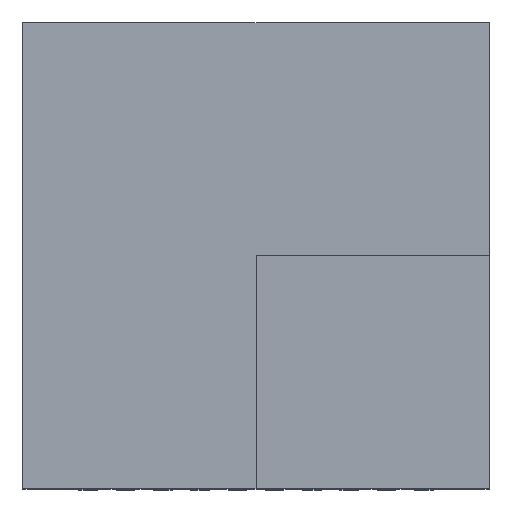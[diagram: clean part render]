
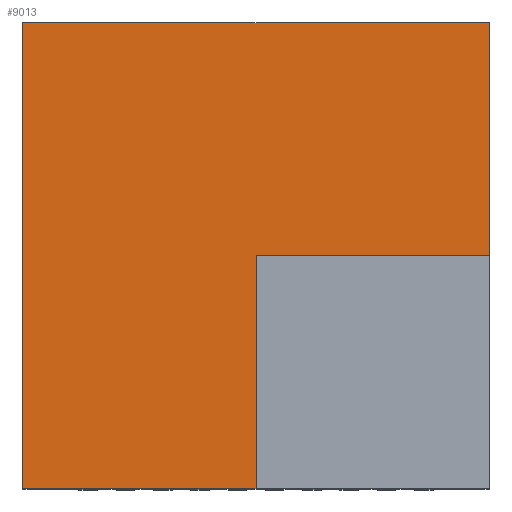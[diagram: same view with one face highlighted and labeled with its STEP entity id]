
A CAD part, top view. The second image highlights one B-rep face of the part: STEP entity #9013.
In plain terms, the highlighted planar face has unit normal (0, 0, 1).
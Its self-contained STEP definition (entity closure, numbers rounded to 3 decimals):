
#3590=DIRECTION('',(0.,1.,0.));
#3591=VECTOR('',#3590,2.5);
#3592=CARTESIAN_POINT('',(0.,-2.5,0.75));
#3593=LINE('',#3592,#3591);
#3597=DIRECTION('',(1.,0.,0.));
#3598=VECTOR('',#3597,2.5);
#3599=CARTESIAN_POINT('',(-2.5,-2.5,0.75));
#3600=LINE('',#3599,#3598);
#3604=DIRECTION('',(0.,-1.,0.));
#3605=VECTOR('',#3604,5.);
#3606=CARTESIAN_POINT('',(-2.5,2.5,0.75));
#3607=LINE('',#3606,#3605);
#3611=DIRECTION('',(-1.,0.,0.));
#3612=VECTOR('',#3611,5.);
#3613=CARTESIAN_POINT('',(2.5,2.5,0.75));
#3614=LINE('',#3613,#3612);
#3618=DIRECTION('',(0.,1.,0.));
#3619=VECTOR('',#3618,2.5);
#3620=CARTESIAN_POINT('',(2.5,0.,0.75));
#3621=LINE('',#3620,#3619);
#3625=DIRECTION('',(-1.,0.,0.));
#3626=VECTOR('',#3625,2.5);
#3627=CARTESIAN_POINT('',(2.5,0.,0.75));
#3628=LINE('',#3627,#3626);
#5395=CARTESIAN_POINT('',(2.5,2.5,0.75));
#5396=CARTESIAN_POINT('',(-2.5,2.5,0.75));
#5397=VERTEX_POINT('',#5395);
#5398=VERTEX_POINT('',#5396);
#5399=CARTESIAN_POINT('',(-2.5,-2.5,0.75));
#5400=VERTEX_POINT('',#5399);
#6385=CARTESIAN_POINT('',(0.,-2.5,0.75));
#6386=CARTESIAN_POINT('',(0.,0.,0.75));
#6387=VERTEX_POINT('',#6385);
#6388=VERTEX_POINT('',#6386);
#6389=CARTESIAN_POINT('',(2.5,0.,0.75));
#6390=VERTEX_POINT('',#6389);
#8997=CARTESIAN_POINT('',(0.,0.,0.75));
#8998=DIRECTION('',(0.,0.,1.));
#8999=DIRECTION('',(0.,1.,0.));
#9000=AXIS2_PLACEMENT_3D('',#8997,#8998,#8999);
#9001=PLANE('',#9000);
#9003=ORIENTED_EDGE('',*,*,#9002,.F.);
#9004=ORIENTED_EDGE('',*,*,#7142,.F.);
#9006=ORIENTED_EDGE('',*,*,#9005,.F.);
#9007=ORIENTED_EDGE('',*,*,#7382,.F.);
#9008=ORIENTED_EDGE('',*,*,#6945,.F.);
#9010=ORIENTED_EDGE('',*,*,#9009,.T.);
#9011=EDGE_LOOP('',(#9003,#9004,#9006,#9007,#9008,#9010));
#9012=FACE_OUTER_BOUND('',#9011,.F.);
#9013=ADVANCED_FACE('',(#9012),#9001,.T.);
#6945=EDGE_CURVE('',#6390,#5397,#3621,.T.);
#7142=EDGE_CURVE('',#5400,#6387,#3600,.T.);
#7382=EDGE_CURVE('',#5397,#5398,#3614,.T.);
#9002=EDGE_CURVE('',#6387,#6388,#3593,.T.);
#9005=EDGE_CURVE('',#5398,#5400,#3607,.T.);
#9009=EDGE_CURVE('',#6390,#6388,#3628,.T.);
